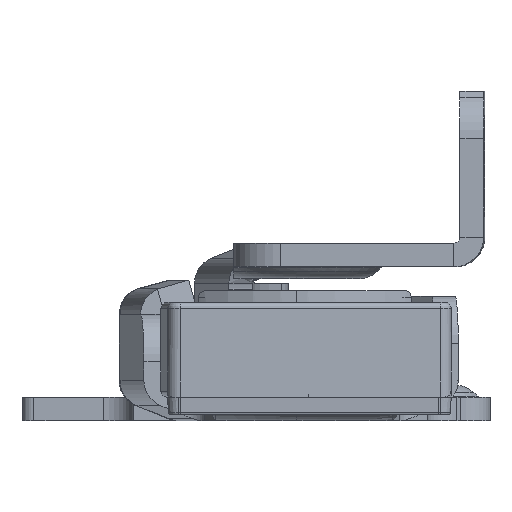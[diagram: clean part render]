
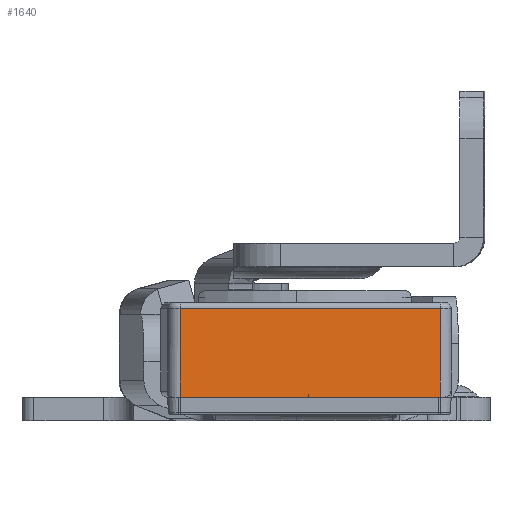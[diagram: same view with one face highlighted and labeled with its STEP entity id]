
A CAD part, left-side view. The second image highlights one B-rep face of the part: STEP entity #1640.
In plain terms, the highlighted face is planar.
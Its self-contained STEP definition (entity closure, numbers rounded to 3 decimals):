
#10 = FACE_OUTER_BOUND ( 'NONE', #8102, .T. ) ;
#374 = EDGE_CURVE ( 'NONE', #9127, #15219, #8059, .T. ) ;
#869 = CARTESIAN_POINT ( 'NONE',  ( 10., 11., 8. ) ) ;
#1484 = DIRECTION ( 'NONE',  ( 0., 1., 0. ) ) ;
#1640 = ADVANCED_FACE ( 'NONE', ( #10 ), #8523, .T. ) ;
#1832 = CARTESIAN_POINT ( 'NONE',  ( 10., 11., 0.5 ) ) ;
#1870 = LINE ( 'NONE', #12242, #11154 ) ;
#3074 = EDGE_CURVE ( 'NONE', #9127, #10739, #1870, .T. ) ;
#3417 = VECTOR ( 'NONE', #12764, 1000. ) ;
#3465 = LINE ( 'NONE', #13977, #14011 ) ;
#3492 = EDGE_CURVE ( 'NONE', #3603, #10739, #9697, .T. ) ;
#3500 = CARTESIAN_POINT ( 'NONE',  ( 10., 11., 0.5 ) ) ;
#3603 = VERTEX_POINT ( 'NONE', #12446 ) ;
#4160 = EDGE_CURVE ( 'NONE', #15219, #3603, #3465, .T. ) ;
#4170 = CARTESIAN_POINT ( 'NONE',  ( 10., 11., 8. ) ) ;
#4451 = ORIENTED_EDGE ( 'NONE', *, *, #3074, .F. ) ;
#7448 = ORIENTED_EDGE ( 'NONE', *, *, #4160, .T. ) ;
#8059 = LINE ( 'NONE', #869, #3417 ) ;
#8102 = EDGE_LOOP ( 'NONE', ( #7448, #10940, #4451, #14842 ) ) ;
#8523 = PLANE ( 'NONE',  #8864 ) ;
#8598 = DIRECTION ( 'NONE',  ( 1., 0., 0. ) ) ;
#8864 = AXIS2_PLACEMENT_3D ( 'NONE', #9761, #8598, #9455 ) ;
#9127 = VERTEX_POINT ( 'NONE', #4170 ) ;
#9455 = DIRECTION ( 'NONE',  ( 0., 0., -1. ) ) ;
#9697 = LINE ( 'NONE', #3500, #13753 ) ;
#9761 = CARTESIAN_POINT ( 'NONE',  ( 10., 11., 8. ) ) ;
#10739 = VERTEX_POINT ( 'NONE', #1832 ) ;
#10940 = ORIENTED_EDGE ( 'NONE', *, *, #3492, .T. ) ;
#11079 = DIRECTION ( 'NONE',  ( 0., 0., -1. ) ) ;
#11154 = VECTOR ( 'NONE', #11079, 1000. ) ;
#12242 = CARTESIAN_POINT ( 'NONE',  ( 10., 11., 8. ) ) ;
#12446 = CARTESIAN_POINT ( 'NONE',  ( 10., -11., 0.5 ) ) ;
#12764 = DIRECTION ( 'NONE',  ( 0., -1., 0. ) ) ;
#13753 = VECTOR ( 'NONE', #1484, 1000. ) ;
#13977 = CARTESIAN_POINT ( 'NONE',  ( 10., -11., 8. ) ) ;
#14011 = VECTOR ( 'NONE', #14136, 1000. ) ;
#14136 = DIRECTION ( 'NONE',  ( 0., 0., -1. ) ) ;
#14363 = CARTESIAN_POINT ( 'NONE',  ( 10., -11., 8. ) ) ;
#14842 = ORIENTED_EDGE ( 'NONE', *, *, #374, .T. ) ;
#15219 = VERTEX_POINT ( 'NONE', #14363 ) ;
